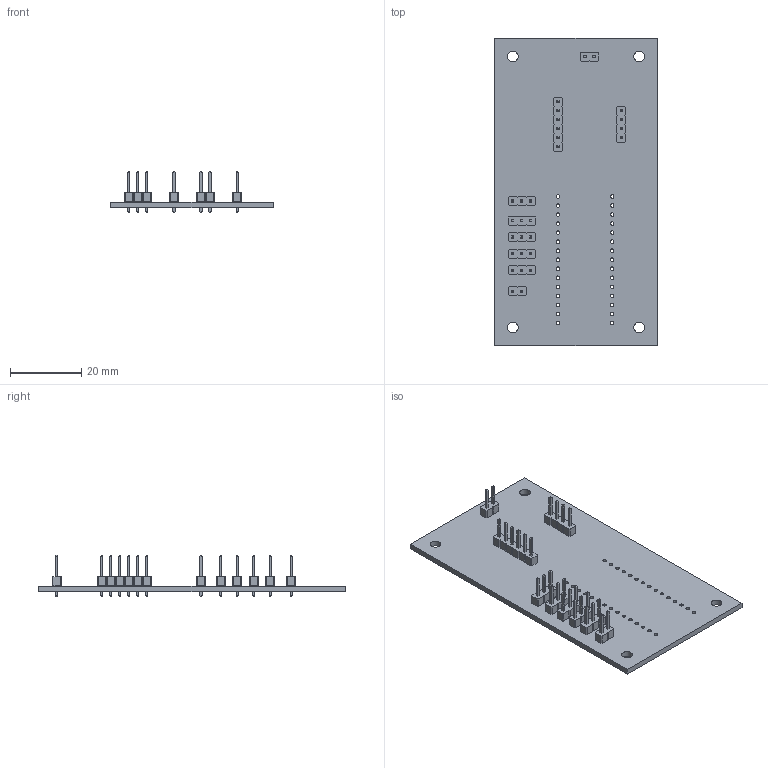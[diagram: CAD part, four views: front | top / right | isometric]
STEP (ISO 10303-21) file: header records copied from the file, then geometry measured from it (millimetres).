
FILE_DESCRIPTION(('KiCad electronic assembly'),'2;1');
FILE_NAME('PlaneController.step','2024-09-14T00:03:49',('Pcbnew'),( 'Kicad'),'Open CASCADE STEP processor 7.6','KiCad to STEP converter' ,'Unknown');
FILE_SCHEMA(('AUTOMOTIVE_DESIGN { 1 0 10303 214 1 1 1 1 }'));
Length unit declared in the file: millimetre
Products named in the file (10): PlaneController 1; PinHeader_1x04_P2.54mm_Vertical; PinHeader_1x04_P254mm_Vertical; PinHeader_1x03_P2.54mm_Vertical; PinHeader_1x03_P254mm_Vertical; PinHeader_1x02_P2.54mm_Vertical; PinHeader_1x02_P254mm_Vertical; PinHeader_1x06_P2.54mm_Vertical; PinHeader_1x06_P254mm_Vertical; PlaneController_PCB
Assembly tree (14 placements, depth 3):
  PlaneController 1
    PinHeader_1x04_P2.54mm_Vertical
      PinHeader_1x04_P254mm_Vertical
    PinHeader_1x03_P2.54mm_Vertical  x5
      PinHeader_1x03_P254mm_Vertical
    PinHeader_1x02_P2.54mm_Vertical  x2
      PinHeader_1x02_P254mm_Vertical
    PinHeader_1x06_P2.54mm_Vertical
      PinHeader_1x06_P254mm_Vertical
    PlaneController_PCB
Bounding box: 45.72 x 86.36 x 11.54 mm (x, y, z)
Volume: 6769.1 mm3; surface area: 10043.7 mm2
Topology: 10 solids, 10 shells, 801 faces, 1937 edges, 1214 vertices
Faces by surface type: plane 738, cylinder 63
Full cylindrical faces by diameter (mm): 1 x59, 3 x4
Entity records: 15918 total; most frequent: CARTESIAN_POINT 2245, ORIENTED_EDGE 2190, DIRECTION 2141, EDGE_CURVE 1095, LINE 969, VECTOR 969, VERTEX_POINT 690, FACE_BOUND 601
